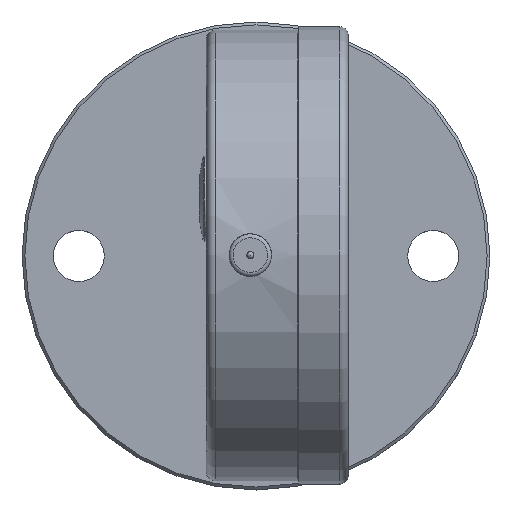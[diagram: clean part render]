
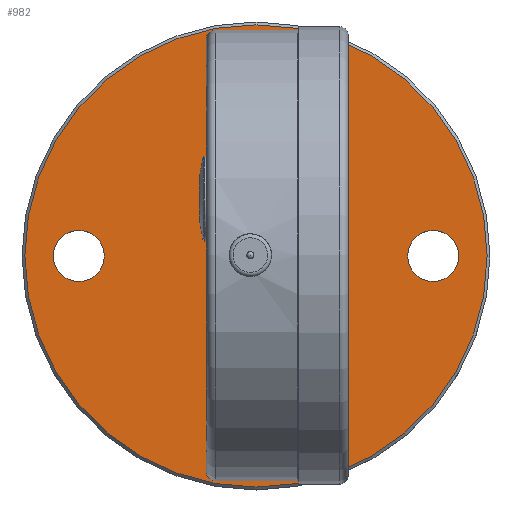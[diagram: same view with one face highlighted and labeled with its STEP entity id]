
A CAD part, top view. The second image highlights one B-rep face of the part: STEP entity #982.
In plain terms, the highlighted planar face has unit normal (0, 0, 1).
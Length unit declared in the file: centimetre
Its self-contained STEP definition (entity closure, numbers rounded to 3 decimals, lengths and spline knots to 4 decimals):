
#49=PLANE('',#1060);
#138=FACE_BOUND('',#251,.T.);
#139=FACE_BOUND('',#252,.T.);
#140=FACE_BOUND('',#253,.T.);
#141=FACE_BOUND('',#254,.T.);
#142=FACE_BOUND('',#255,.T.);
#178=FACE_OUTER_BOUND('',#250,.T.);
#250=EDGE_LOOP('',(#671));
#251=EDGE_LOOP('',(#672));
#252=EDGE_LOOP('',(#673));
#253=EDGE_LOOP('',(#674));
#254=EDGE_LOOP('',(#675));
#255=EDGE_LOOP('',(#676));
#352=CIRCLE('',#1061,8.15);
#353=CIRCLE('',#1062,0.9);
#354=CIRCLE('',#1063,0.9);
#355=CIRCLE('',#1064,0.9);
#356=CIRCLE('',#1065,0.9);
#357=CIRCLE('',#1066,1.075);
#446=VERTEX_POINT('',#1639);
#447=VERTEX_POINT('',#1641);
#448=VERTEX_POINT('',#1643);
#449=VERTEX_POINT('',#1645);
#450=VERTEX_POINT('',#1647);
#451=VERTEX_POINT('',#1649);
#537=EDGE_CURVE('',#446,#446,#352,.T.);
#538=EDGE_CURVE('',#447,#447,#353,.T.);
#539=EDGE_CURVE('',#448,#448,#354,.T.);
#540=EDGE_CURVE('',#449,#449,#355,.T.);
#541=EDGE_CURVE('',#450,#450,#356,.T.);
#542=EDGE_CURVE('',#451,#451,#357,.T.);
#671=ORIENTED_EDGE('',*,*,#537,.F.);
#672=ORIENTED_EDGE('',*,*,#538,.T.);
#673=ORIENTED_EDGE('',*,*,#539,.T.);
#674=ORIENTED_EDGE('',*,*,#540,.T.);
#675=ORIENTED_EDGE('',*,*,#541,.T.);
#676=ORIENTED_EDGE('',*,*,#542,.F.);
#982=ADVANCED_FACE('',(#178,#138,#139,#140,#141,#142),#49,.T.);
#1060=AXIS2_PLACEMENT_3D('',#1638,#1234,#1235);
#1061=AXIS2_PLACEMENT_3D('',#1640,#1236,#1237);
#1062=AXIS2_PLACEMENT_3D('',#1642,#1238,#1239);
#1063=AXIS2_PLACEMENT_3D('',#1644,#1240,#1241);
#1064=AXIS2_PLACEMENT_3D('',#1646,#1242,#1243);
#1065=AXIS2_PLACEMENT_3D('',#1648,#1244,#1245);
#1066=AXIS2_PLACEMENT_3D('',#1650,#1246,#1247);
#1234=DIRECTION('center_axis',(0.,0.,
1.));
#1235=DIRECTION('ref_axis',(0.,-1.,0.));
#1236=DIRECTION('center_axis',(0.,0.,
-1.));
#1237=DIRECTION('ref_axis',(1.,0.,0.));
#1238=DIRECTION('center_axis',(0.,0.,
-1.));
#1239=DIRECTION('ref_axis',(-1.,0.,0.));
#1240=DIRECTION('center_axis',(0.,0.,
-1.));
#1241=DIRECTION('ref_axis',(0.,1.,0.));
#1242=DIRECTION('center_axis',(0.,0.,
-1.));
#1243=DIRECTION('ref_axis',(1.,0.,0.));
#1244=DIRECTION('center_axis',(0.,0.,
-1.));
#1245=DIRECTION('ref_axis',(0.,-1.,0.));
#1246=DIRECTION('center_axis',(0.,0.,
1.));
#1247=DIRECTION('ref_axis',(-1.,0.,0.));
#1638=CARTESIAN_POINT('Origin',(4.525,0.,5.3));
#1639=CARTESIAN_POINT('',(8.15,0.,5.3));
#1640=CARTESIAN_POINT('Origin',(0.,0.,
5.3));
#1641=CARTESIAN_POINT('',(0.9,-6.25,5.3));
#1642=CARTESIAN_POINT('Origin',(0.,-6.25,5.3));
#1643=CARTESIAN_POINT('',(-6.25,-0.9,5.3));
#1644=CARTESIAN_POINT('Origin',(-6.25,0.,
5.3));
#1645=CARTESIAN_POINT('',(-0.9,6.25,5.3));
#1646=CARTESIAN_POINT('Origin',(0.,6.25,5.3));
#1647=CARTESIAN_POINT('',(6.25,0.9,5.3));
#1648=CARTESIAN_POINT('Origin',(6.25,0.,5.3));
#1649=CARTESIAN_POINT('',(-1.075,0.,5.3));
#1650=CARTESIAN_POINT('Origin',(0.,0.,
5.3));
